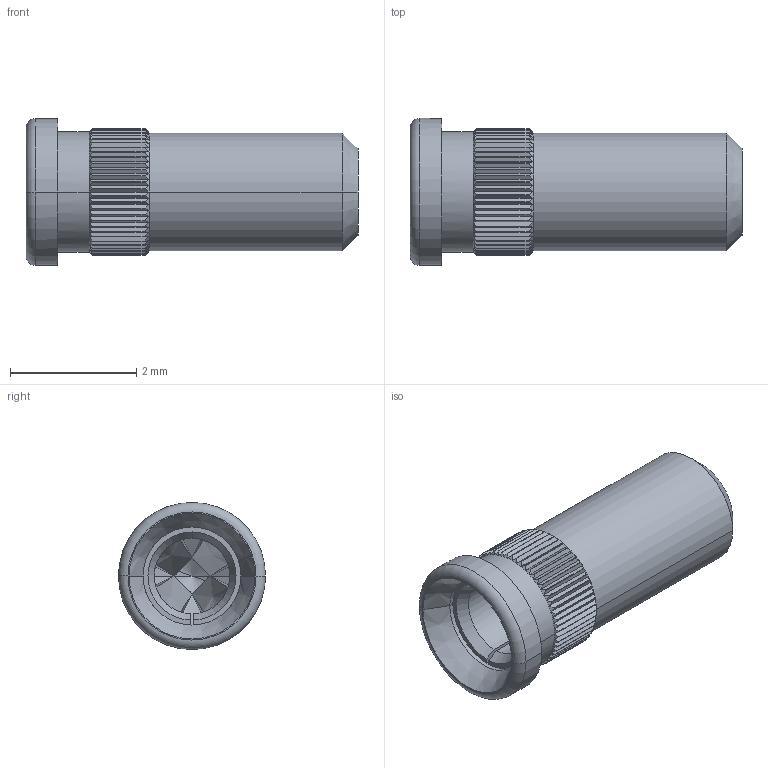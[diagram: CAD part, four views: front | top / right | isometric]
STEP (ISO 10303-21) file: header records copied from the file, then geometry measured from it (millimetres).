
FILE_DESCRIPTION(('STEP AP242'),'1');
FILE_NAME('h3161-01.stp','2023-09-02T09:09:15',('TraceParts'),('TraceParts S.A.'),'Spatial InterOp 3D',' ',' ');
FILE_SCHEMA(('AP242_MANAGED_MODEL_BASED_3D_ENGINEERING_MIM_LF {1 0 10303 442 1 1 4}'));
Length unit declared in the file: millimetre
Products named in the file (1): h3161-01_1
Bounding box: 5.25 x 2.33 x 2.33 mm (x, y, z)
Volume: 7.5 mm3; surface area: 83.1 mm2
Topology: 2 solids, 2 shells, 303 faces, 745 edges, 446 vertices
Faces by surface type: plane 135, cylinder 72, cone 70, bspline 24, torus 2
Entity records: 10425 total; most frequent: CARTESIAN_POINT 3758, ORIENTED_EDGE 1486, DIRECTION 1253, EDGE_CURVE 743, AXIS2_PLACEMENT_3D 503, VERTEX_POINT 446, EDGE_LOOP 305, ADVANCED_FACE 303
